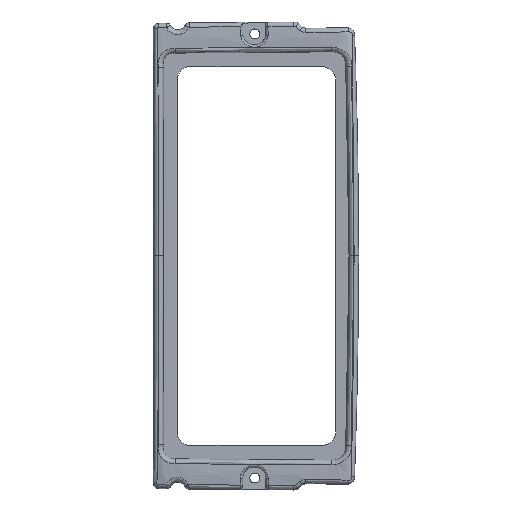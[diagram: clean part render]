
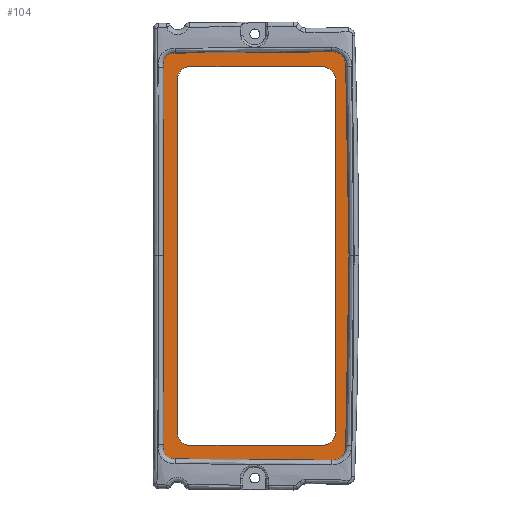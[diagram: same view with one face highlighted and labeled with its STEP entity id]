
A CAD part, top view. The second image highlights one B-rep face of the part: STEP entity #104.
In plain terms, the highlighted planar face has unit normal (0, 0, 1).
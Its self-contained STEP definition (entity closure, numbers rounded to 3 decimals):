
#104=ADVANCED_FACE('',(#288,#289),#290,.T.);
#288=FACE_OUTER_BOUND('',#6595,.T.);
#289=FACE_BOUND('',#6596,.T.);
#290=PLANE('',#6597);
#6595=EDGE_LOOP('',(#10520,#10521,#10522,#10523,#10524,#10525,#10526,#10527,#10528,#10529));
#6596=EDGE_LOOP('',(#10530,#10531,#10532,#10533,#10534,#10535,#10536,#10537));
#6597=AXIS2_PLACEMENT_3D('',#10538,#10539,#10540);
#10520=ORIENTED_EDGE('',*,*,#11269,.T.);
#10521=ORIENTED_EDGE('',*,*,#11259,.T.);
#10522=ORIENTED_EDGE('',*,*,#11257,.T.);
#10523=ORIENTED_EDGE('',*,*,#11202,.F.);
#10524=ORIENTED_EDGE('',*,*,#11270,.F.);
#10525=ORIENTED_EDGE('',*,*,#11271,.T.);
#10526=ORIENTED_EDGE('',*,*,#11233,.T.);
#10527=ORIENTED_EDGE('',*,*,#11272,.F.);
#10528=ORIENTED_EDGE('',*,*,#11267,.F.);
#10529=ORIENTED_EDGE('',*,*,#11220,.F.);
#10530=ORIENTED_EDGE('',*,*,#11273,.F.);
#10531=ORIENTED_EDGE('',*,*,#11274,.T.);
#10532=ORIENTED_EDGE('',*,*,#11275,.F.);
#10533=ORIENTED_EDGE('',*,*,#11276,.F.);
#10534=ORIENTED_EDGE('',*,*,#11277,.T.);
#10535=ORIENTED_EDGE('',*,*,#11278,.F.);
#10536=ORIENTED_EDGE('',*,*,#11279,.T.);
#10537=ORIENTED_EDGE('',*,*,#11280,.F.);
#10538=CARTESIAN_POINT('',(0.0,0.0,1.5));
#10539=DIRECTION('',(0.0,-0.0,1.0));
#10540=DIRECTION('',(1.0,0.0,-0.0));
#11202=EDGE_CURVE('',#11648,#11650,#11651,.F.);
#11220=EDGE_CURVE('',#11678,#11680,#11681,.F.);
#11233=EDGE_CURVE('',#11701,#11702,#11703,.T.);
#11257=EDGE_CURVE('',#11743,#11650,#11744,.T.);
#11259=EDGE_CURVE('',#11746,#11743,#11747,.T.);
#11267=EDGE_CURVE('',#11680,#11759,#11760,.F.);
#11269=EDGE_CURVE('',#11678,#11746,#11762,.T.);
#11270=EDGE_CURVE('',#11763,#11648,#11764,.F.);
#11271=EDGE_CURVE('',#11763,#11701,#11765,.T.);
#11272=EDGE_CURVE('',#11759,#11702,#11766,.T.);
#11273=EDGE_CURVE('',#11767,#11768,#11769,.T.);
#11274=EDGE_CURVE('',#11767,#11770,#11771,.T.);
#11275=EDGE_CURVE('',#11772,#11770,#11773,.T.);
#11276=EDGE_CURVE('',#11774,#11772,#11775,.T.);
#11277=EDGE_CURVE('',#11774,#11776,#11777,.F.);
#11278=EDGE_CURVE('',#11778,#11776,#11779,.T.);
#11279=EDGE_CURVE('',#11778,#11780,#11781,.F.);
#11280=EDGE_CURVE('',#11768,#11780,#11782,.T.);
#11648=VERTEX_POINT('',#13244);
#11650=VERTEX_POINT('',#13247);
#11651=CIRCLE('',#13248,5.313);
#11678=VERTEX_POINT('',#13501);
#11680=VERTEX_POINT('',#13504);
#11681=CIRCLE('',#13505,29330.786);
#11701=VERTEX_POINT('',#13719);
#11702=VERTEX_POINT('',#13720);
#11703=CIRCLE('',#13721,5.313);
#11743=VERTEX_POINT('',#13841);
#11744=LINE('',#13842,#13843);
#11746=VERTEX_POINT('',#13846);
#11747=CIRCLE('',#13847,4.404);
#11759=VERTEX_POINT('',#13869);
#11760=CIRCLE('',#13870,4.404);
#11762=CIRCLE('',#13873,29330.786);
#11763=VERTEX_POINT('',#13874);
#11764=CIRCLE('',#13875,2202.614);
#11765=CIRCLE('',#13876,2202.614);
#11766=LINE('',#13877,#13878);
#11767=VERTEX_POINT('',#13879);
#11768=VERTEX_POINT('',#13880);
#11769=CIRCLE('',#13881,5.383);
#11770=VERTEX_POINT('',#13882);
#11771=LINE('',#13883,#13884);
#11772=VERTEX_POINT('',#13885);
#11773=CIRCLE('',#13886,5.0);
#11774=VERTEX_POINT('',#13887);
#11775=LINE('',#13888,#13889);
#11776=VERTEX_POINT('',#13890);
#11777=CIRCLE('',#13891,5.0);
#11778=VERTEX_POINT('',#13892);
#11779=LINE('',#13893,#13894);
#11780=VERTEX_POINT('',#13895);
#11781=CIRCLE('',#13896,5.383);
#11782=LINE('',#13897,#13898);
#13244=CARTESIAN_POINT('',(34.728,-75.076,1.5));
#13247=CARTESIAN_POINT('',(29.306,-80.863,1.5));
#13248=AXIS2_PLACEMENT_3D('',#14590,#14591,#14592);
#13501=CARTESIAN_POINT('',(-37.571,0.,1.5));
#13504=CARTESIAN_POINT('',(-37.378,74.695,1.5));
#13505=AXIS2_PLACEMENT_3D('',#14595,#14596,#14597);
#13719=CARTESIAN_POINT('',(34.728,75.076,1.5));
#13720=CARTESIAN_POINT('',(29.306,80.863,1.5));
#13721=AXIS2_PLACEMENT_3D('',#14599,#14600,#14601);
#13841=CARTESIAN_POINT('',(-32.815,-80.363,1.5));
#13842=CARTESIAN_POINT('',(-0.649,-80.622,1.5));
#13843=VECTOR('',#14634,1.0);
#13846=CARTESIAN_POINT('',(-37.378,-74.695,1.5));
#13847=AXIS2_PLACEMENT_3D('',#14636,#14637,#14638);
#13869=CARTESIAN_POINT('',(-32.815,80.363,1.5));
#13870=AXIS2_PLACEMENT_3D('',#14647,#14648,#14649);
#13873=AXIS2_PLACEMENT_3D('',#14651,#14652,#14653);
#13874=CARTESIAN_POINT('',(36.041,0.,1.5));
#13875=AXIS2_PLACEMENT_3D('',#14654,#14655,#14656);
#13876=AXIS2_PLACEMENT_3D('',#14657,#14658,#14659);
#13877=CARTESIAN_POINT('',(-0.649,80.622,1.5));
#13878=VECTOR('',#14660,1.0);
#13879=CARTESIAN_POINT('',(25.367,-75.03,1.5));
#13880=CARTESIAN_POINT('',(30.75,-69.647,1.5));
#13881=AXIS2_PLACEMENT_3D('',#14661,#14662,#14663);
#13882=CARTESIAN_POINT('',(-26.951,-75.03,1.5));
#13883=CARTESIAN_POINT('',(0.,-75.03,1.5));
#13884=VECTOR('',#14664,1.0);
#13885=CARTESIAN_POINT('',(-31.951,-70.03,1.5));
#13886=AXIS2_PLACEMENT_3D('',#14665,#14666,#14667);
#13887=CARTESIAN_POINT('',(-31.951,69.97,1.5));
#13888=CARTESIAN_POINT('',(-31.951,0.,1.5));
#13889=VECTOR('',#14668,1.0);
#13890=CARTESIAN_POINT('',(-26.951,74.97,1.5));
#13891=AXIS2_PLACEMENT_3D('',#14669,#14670,#14671);
#13892=CARTESIAN_POINT('',(25.367,74.97,1.5));
#13893=CARTESIAN_POINT('',(0.,74.97,1.5));
#13894=VECTOR('',#14672,1.0);
#13895=CARTESIAN_POINT('',(30.75,69.588,1.5));
#13896=AXIS2_PLACEMENT_3D('',#14673,#14674,#14675);
#13897=CARTESIAN_POINT('',(30.75,0.,1.5));
#13898=VECTOR('',#14676,1.0);
#14590=CARTESIAN_POINT('',(29.437,-75.552,1.5));
#14591=DIRECTION('',(0.0,-0.0,1.0));
#14592=DIRECTION('',(1.0,0.0,-0.0));
#14595=CARTESIAN_POINT('',(29293.19,-38.492,1.5));
#14596=DIRECTION('',(0.0,-0.0,1.0));
#14597=DIRECTION('',(1.0,0.0,-0.0));
#14599=CARTESIAN_POINT('',(29.437,75.552,1.5));
#14600=DIRECTION('',(0.0,-0.0,1.0));
#14601=DIRECTION('',(1.0,0.0,-0.0));
#14634=DIRECTION('',(1.,-0.008,-0.0));
#14636=CARTESIAN_POINT('',(-33.164,-75.974,1.5));
#14637=DIRECTION('',(0.0,-0.0,1.0));
#14638=DIRECTION('',(1.0,0.0,-0.0));
#14647=CARTESIAN_POINT('',(-33.164,75.974,1.5));
#14648=DIRECTION('',(0.0,-0.0,1.0));
#14649=DIRECTION('',(1.0,0.0,-0.0));
#14651=CARTESIAN_POINT('',(29293.19,38.492,1.5));
#14652=DIRECTION('',(0.0,-0.0,1.0));
#14653=DIRECTION('',(1.0,0.0,-0.0));
#14654=CARTESIAN_POINT('',(-2166.573,0.959,1.5));
#14655=DIRECTION('',(0.0,-0.0,1.0));
#14656=DIRECTION('',(1.0,0.0,-0.0));
#14657=CARTESIAN_POINT('',(-2166.573,-0.959,1.5));
#14658=DIRECTION('',(0.0,-0.0,1.0));
#14659=DIRECTION('',(1.0,0.0,-0.0));
#14660=DIRECTION('',(1.,0.008,0.0));
#14661=CARTESIAN_POINT('',(25.367,-69.647,1.5));
#14662=DIRECTION('',(0.0,-0.0,1.0));
#14663=DIRECTION('',(1.0,0.0,-0.0));
#14664=DIRECTION('',(-1.0,0.,0.0));
#14665=CARTESIAN_POINT('',(-26.951,-70.03,1.5));
#14666=DIRECTION('',(0.0,-0.0,1.0));
#14667=DIRECTION('',(1.0,0.0,-0.0));
#14668=DIRECTION('',(0.,-1.0,-0.0));
#14669=CARTESIAN_POINT('',(-26.951,69.97,1.5));
#14670=DIRECTION('',(0.0,-0.0,1.0));
#14671=DIRECTION('',(1.0,0.0,-0.0));
#14672=DIRECTION('',(-1.0,0.,0.0));
#14673=CARTESIAN_POINT('',(25.367,69.588,1.5));
#14674=DIRECTION('',(0.0,-0.0,1.0));
#14675=DIRECTION('',(1.0,0.0,-0.0));
#14676=DIRECTION('',(0.,1.0,0.0));
